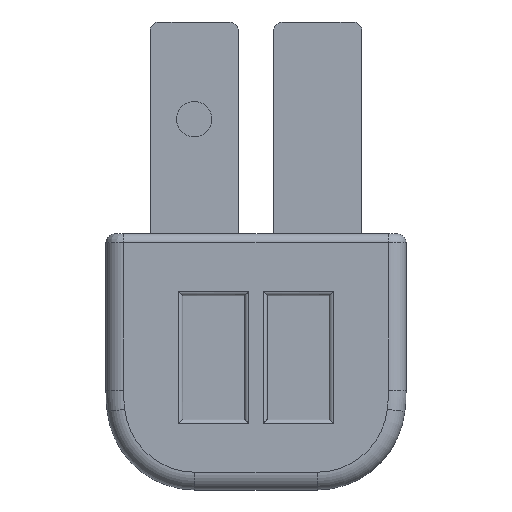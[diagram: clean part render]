
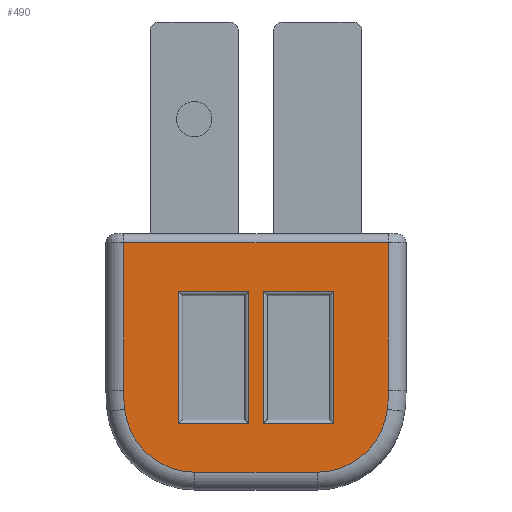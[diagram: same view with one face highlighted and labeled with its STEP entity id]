
A CAD part, top view. The second image highlights one B-rep face of the part: STEP entity #490.
In plain terms, the highlighted planar face has unit normal (0, 0, 1).
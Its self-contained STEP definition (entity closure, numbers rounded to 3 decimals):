
#204=CARTESIAN_POINT('',(8.8,7.5,11.0));
#205=VERTEX_POINT('',#204);
#213=CARTESIAN_POINT('',(8.8,22.5,11.0));
#214=VERTEX_POINT('',#213);
#215=CARTESIAN_POINT('',(8.8,7.5,11.0));
#216=DIRECTION('',(0.0,1.0,0.0));
#217=VECTOR('',#216,15.);
#218=LINE('',#215,#217);
#219=EDGE_CURVE('',#205,#214,#218,.T.);
#246=CARTESIAN_POINT('',(0.8,22.5,11.0));
#247=VERTEX_POINT('',#246);
#255=CARTESIAN_POINT('',(0.8,7.5,11.0));
#256=VERTEX_POINT('',#255);
#257=CARTESIAN_POINT('',(0.8,22.5,11.0));
#258=DIRECTION('',(0.0,-1.0,0.0));
#259=VECTOR('',#258,15.);
#260=LINE('',#257,#259);
#261=EDGE_CURVE('',#247,#256,#260,.T.);
#285=CARTESIAN_POINT('',(0.8,7.5,11.0));
#286=DIRECTION('',(1.0,0.0,0.0));
#287=VECTOR('',#286,8.);
#288=LINE('',#285,#287);
#289=EDGE_CURVE('',#256,#205,#288,.T.);
#307=CARTESIAN_POINT('',(8.8,22.5,11.0));
#308=DIRECTION('',(-1.0,0.0,0.0));
#309=VECTOR('',#308,8.0);
#310=LINE('',#307,#309);
#311=EDGE_CURVE('',#214,#247,#310,.T.);
#375=CARTESIAN_POINT('',(8.173,14.92,11.0));
#376=DIRECTION('',(0.0,0.0,1.0));
#377=DIRECTION('',(1.0,0.0,0.0));
#378=AXIS2_PLACEMENT_3D('',#375,#376,#377);
#379=PLANE('',#378);
#380=CARTESIAN_POINT('',(-14.871,9.12,11.0));
#381=VERTEX_POINT('',#380);
#382=CARTESIAN_POINT('',(-15.,11.291,11.0));
#383=VERTEX_POINT('',#382);
#384=CARTESIAN_POINT('',(6.462,11.481,11.0));
#385=DIRECTION('',(0.0,0.0,-1.0));
#386=DIRECTION('',(-0.946,-0.325,0.0));
#387=AXIS2_PLACEMENT_3D('',#384,#385,#386);
#388=CIRCLE('',#387,21.462);
#389=EDGE_CURVE('',#381,#383,#388,.T.);
#390=ORIENTED_EDGE('',*,*,#389,.F.);
#391=CARTESIAN_POINT('',(-6.919,2.0,11.0));
#392=VERTEX_POINT('',#391);
#393=CARTESIAN_POINT('',(-6.919,10.0,11.0));
#394=DIRECTION('',(0.0,0.0,-1.0));
#395=DIRECTION('',(-0.453,-0.891,0.0));
#396=AXIS2_PLACEMENT_3D('',#393,#394,#395);
#397=CIRCLE('',#396,8.);
#398=EDGE_CURVE('',#392,#381,#397,.T.);
#399=ORIENTED_EDGE('',*,*,#398,.F.);
#400=CARTESIAN_POINT('',(6.919,2.0,11.0));
#401=VERTEX_POINT('',#400);
#402=CARTESIAN_POINT('',(6.919,2.0,11.0));
#403=DIRECTION('',(-1.0,0.0,0.0));
#404=VECTOR('',#403,13.838);
#405=LINE('',#402,#404);
#406=EDGE_CURVE('',#401,#392,#405,.T.);
#407=ORIENTED_EDGE('',*,*,#406,.F.);
#408=CARTESIAN_POINT('',(14.871,9.12,11.0));
#409=VERTEX_POINT('',#408);
#410=CARTESIAN_POINT('',(6.919,10.0,11.0));
#411=DIRECTION('',(0.0,0.0,-1.0));
#412=DIRECTION('',(0.453,-0.891,0.0));
#413=AXIS2_PLACEMENT_3D('',#410,#411,#412);
#414=CIRCLE('',#413,8.);
#415=EDGE_CURVE('',#409,#401,#414,.T.);
#416=ORIENTED_EDGE('',*,*,#415,.F.);
#417=CARTESIAN_POINT('',(15.,11.291,11.0));
#418=VERTEX_POINT('',#417);
#419=CARTESIAN_POINT('',(-6.462,11.481,11.0));
#420=DIRECTION('',(0.0,0.0,-1.0));
#421=DIRECTION('',(0.946,-0.325,0.0));
#422=AXIS2_PLACEMENT_3D('',#419,#420,#421);
#423=CIRCLE('',#422,21.462);
#424=EDGE_CURVE('',#418,#409,#423,.T.);
#425=ORIENTED_EDGE('',*,*,#424,.F.);
#426=CARTESIAN_POINT('',(15.,28.,11.0));
#427=VERTEX_POINT('',#426);
#428=CARTESIAN_POINT('',(15.,28.,11.0));
#429=DIRECTION('',(0.0,-1.0,0.0));
#430=VECTOR('',#429,16.709);
#431=LINE('',#428,#430);
#432=EDGE_CURVE('',#427,#418,#431,.T.);
#433=ORIENTED_EDGE('',*,*,#432,.F.);
#434=CARTESIAN_POINT('',(-15.,28.,11.0));
#435=VERTEX_POINT('',#434);
#436=CARTESIAN_POINT('',(-15.,28.,11.0));
#437=DIRECTION('',(1.0,0.0,0.0));
#438=VECTOR('',#437,30.);
#439=LINE('',#436,#438);
#440=EDGE_CURVE('',#435,#427,#439,.T.);
#441=ORIENTED_EDGE('',*,*,#440,.F.);
#442=CARTESIAN_POINT('',(-15.,11.291,11.0));
#443=DIRECTION('',(0.0,1.0,0.0));
#444=VECTOR('',#443,16.709);
#445=LINE('',#442,#444);
#446=EDGE_CURVE('',#383,#435,#445,.T.);
#447=ORIENTED_EDGE('',*,*,#446,.F.);
#448=EDGE_LOOP('',(#390,#399,#407,#416,#425,#433,#441,#447));
#449=FACE_OUTER_BOUND('',#448,.T.);
#450=CARTESIAN_POINT('',(-8.8,22.5,11.0));
#451=VERTEX_POINT('',#450);
#452=CARTESIAN_POINT('',(-8.8,7.5,11.0));
#453=VERTEX_POINT('',#452);
#454=CARTESIAN_POINT('',(-8.8,22.5,11.0));
#455=DIRECTION('',(0.0,-1.0,0.0));
#456=VECTOR('',#455,15.0);
#457=LINE('',#454,#456);
#458=EDGE_CURVE('',#451,#453,#457,.T.);
#459=ORIENTED_EDGE('',*,*,#458,.F.);
#460=CARTESIAN_POINT('',(-0.8,22.5,11.0));
#461=VERTEX_POINT('',#460);
#462=CARTESIAN_POINT('',(-0.8,22.5,11.0));
#463=DIRECTION('',(-1.0,0.0,0.0));
#464=VECTOR('',#463,8.0);
#465=LINE('',#462,#464);
#466=EDGE_CURVE('',#461,#451,#465,.T.);
#467=ORIENTED_EDGE('',*,*,#466,.F.);
#468=CARTESIAN_POINT('',(-0.8,7.5,11.0));
#469=VERTEX_POINT('',#468);
#470=CARTESIAN_POINT('',(-0.8,7.5,11.0));
#471=DIRECTION('',(0.0,1.0,0.0));
#472=VECTOR('',#471,15.);
#473=LINE('',#470,#472);
#474=EDGE_CURVE('',#469,#461,#473,.T.);
#475=ORIENTED_EDGE('',*,*,#474,.F.);
#476=CARTESIAN_POINT('',(-8.8,7.5,11.0));
#477=DIRECTION('',(1.0,0.0,0.0));
#478=VECTOR('',#477,8.0);
#479=LINE('',#476,#478);
#480=EDGE_CURVE('',#453,#469,#479,.T.);
#481=ORIENTED_EDGE('',*,*,#480,.F.);
#482=EDGE_LOOP('',(#459,#467,#475,#481));
#483=FACE_BOUND('',#482,.T.);
#484=ORIENTED_EDGE('',*,*,#261,.F.);
#485=ORIENTED_EDGE('',*,*,#311,.F.);
#486=ORIENTED_EDGE('',*,*,#219,.F.);
#487=ORIENTED_EDGE('',*,*,#289,.F.);
#488=EDGE_LOOP('',(#484,#485,#486,#487));
#489=FACE_BOUND('',#488,.T.);
#490=ADVANCED_FACE('',(#449,#483,#489),#379,.T.);
